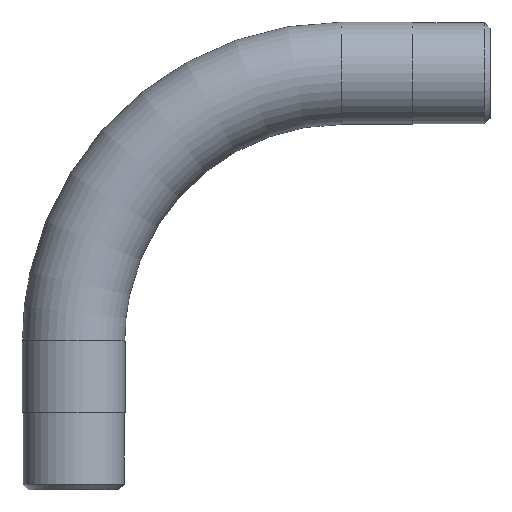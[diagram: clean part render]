
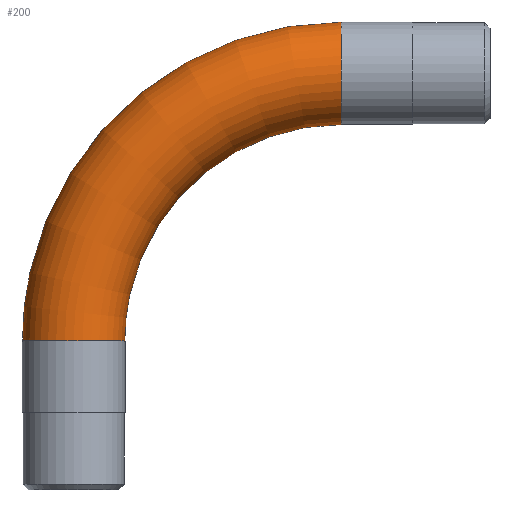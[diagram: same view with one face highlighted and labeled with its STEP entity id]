
A CAD part, top view. The second image highlights one B-rep face of the part: STEP entity #200.
In plain terms, the highlighted toroidal (fillet/blend) face has major radius 45 mm and minor radius 8.6 mm.
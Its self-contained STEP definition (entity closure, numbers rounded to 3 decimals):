
#16=TOROIDAL_SURFACE('',#235,45.,8.6);
#42=FACE_BOUND('',#92,.T.);
#59=FACE_OUTER_BOUND('',#91,.T.);
#91=EDGE_LOOP('',(#176));
#92=EDGE_LOOP('',(#177));
#96=CIRCLE('',#206,8.6);
#111=CIRCLE('',#236,8.6);
#113=VERTEX_POINT('',#312);
#128=VERTEX_POINT('',#357);
#130=EDGE_CURVE('',#113,#113,#96,.T.);
#145=EDGE_CURVE('',#128,#128,#111,.T.);
#176=ORIENTED_EDGE('',*,*,#130,.F.);
#177=ORIENTED_EDGE('',*,*,#145,.T.);
#200=ADVANCED_FACE('',(#59,#42),#16,.T.);
#206=AXIS2_PLACEMENT_3D('',#313,#244,#245);
#235=AXIS2_PLACEMENT_3D('',#356,#302,#303);
#236=AXIS2_PLACEMENT_3D('',#358,#304,#305);
#244=DIRECTION('center_axis',(0.,-1.,0.));
#245=DIRECTION('ref_axis',(1.,0.,0.));
#302=DIRECTION('center_axis',(0.,0.,1.));
#303=DIRECTION('ref_axis',(1.,0.,0.));
#304=DIRECTION('center_axis',(-1.,0.,0.));
#305=DIRECTION('ref_axis',(0.,-1.,0.));
#312=CARTESIAN_POINT('',(-78.6,25.,0.));
#313=CARTESIAN_POINT('Origin',(-70.,25.,0.));
#356=CARTESIAN_POINT('Origin',(-25.,25.,0.));
#357=CARTESIAN_POINT('',(-25.,78.6,0.));
#358=CARTESIAN_POINT('Origin',(-25.,70.,0.));
